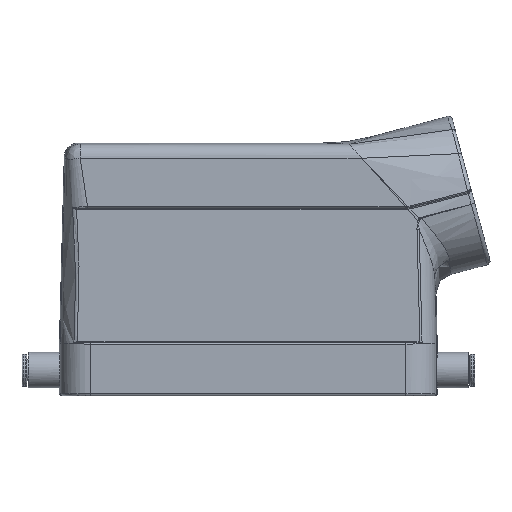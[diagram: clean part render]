
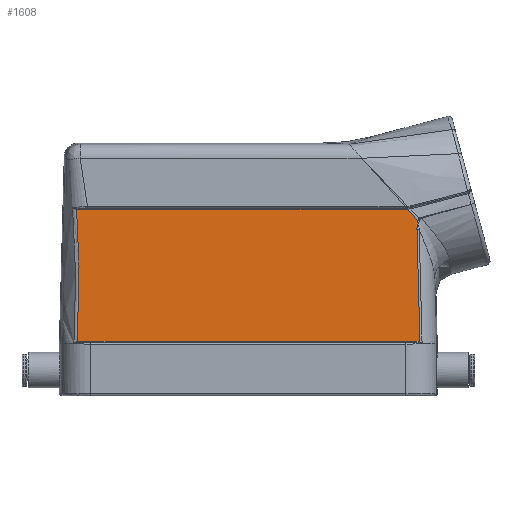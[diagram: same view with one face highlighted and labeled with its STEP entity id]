
A CAD part, front view. The second image highlights one B-rep face of the part: STEP entity #1608.
In plain terms, the highlighted planar face has unit normal (0, -1, 0.015).
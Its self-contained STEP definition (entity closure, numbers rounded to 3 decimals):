
#1226=FACE_OUTER_BOUND('',#2289,.T.);
#1608=ADVANCED_FACE('',(#1226),#2028,.T.);
#2028=PLANE('',#10567);
#2289=EDGE_LOOP('',(#3006,#3007,#3008,#3009,#3010,#3011,#3012,#3013,#3014,
#3015));
#3006=ORIENTED_EDGE('',*,*,#5500,.T.);
#3007=ORIENTED_EDGE('',*,*,#5501,.T.);
#3008=ORIENTED_EDGE('',*,*,#5502,.T.);
#3009=ORIENTED_EDGE('',*,*,#5503,.T.);
#3010=ORIENTED_EDGE('',*,*,#5504,.T.);
#3011=ORIENTED_EDGE('',*,*,#5505,.T.);
#3012=ORIENTED_EDGE('',*,*,#5506,.T.);
#3013=ORIENTED_EDGE('',*,*,#5507,.T.);
#3014=ORIENTED_EDGE('',*,*,#5508,.T.);
#3015=ORIENTED_EDGE('',*,*,#5509,.T.);
#4908=VERTEX_POINT('',#14967);
#4909=VERTEX_POINT('',#14968);
#4910=VERTEX_POINT('',#14973);
#4911=VERTEX_POINT('',#14975);
#4912=VERTEX_POINT('',#14983);
#4913=VERTEX_POINT('',#14985);
#4914=VERTEX_POINT('',#14990);
#4915=VERTEX_POINT('',#15004);
#4916=VERTEX_POINT('',#15009);
#4917=VERTEX_POINT('',#15011);
#5500=EDGE_CURVE('',#4908,#4909,#6679,.T.);
#5501=EDGE_CURVE('',#4909,#4910,#6680,.T.);
#5502=EDGE_CURVE('',#4910,#4911,#8408,.T.);
#5503=EDGE_CURVE('',#4911,#4912,#6681,.T.);
#5504=EDGE_CURVE('',#4912,#4913,#8409,.T.);
#5505=EDGE_CURVE('',#4913,#4914,#6682,.T.);
#5506=EDGE_CURVE('',#4914,#4915,#6683,.T.);
#5507=EDGE_CURVE('',#4915,#4916,#6684,.T.);
#5508=EDGE_CURVE('',#4916,#4917,#8410,.T.);
#5509=EDGE_CURVE('',#4917,#4908,#6685,.T.);
#6679=B_SPLINE_CURVE_WITH_KNOTS('',3,(#14959,#14960,#14961,#14962,#14963,
#14964,#14965,#14966),.UNSPECIFIED.,.F.,.F.,(4,2,2,4),(0.,0.5,0.75,1.),
 .UNSPECIFIED.);
#6680=B_SPLINE_CURVE_WITH_KNOTS('',3,(#14969,#14970,#14971,#14972),
 .UNSPECIFIED.,.F.,.F.,(4,4),(0.,1.),.UNSPECIFIED.);
#6681=B_SPLINE_CURVE_WITH_KNOTS('',3,(#14976,#14977,#14978,#14979,#14980,
#14981,#14982),.UNSPECIFIED.,.F.,.F.,(4,3,4),(0.,0.371,1.),
 .UNSPECIFIED.);
#6682=B_SPLINE_CURVE_WITH_KNOTS('',3,(#14986,#14987,#14988,#14989),
 .UNSPECIFIED.,.F.,.F.,(4,4),(0.,1.),.UNSPECIFIED.);
#6683=B_SPLINE_CURVE_WITH_KNOTS('',3,(#14991,#14992,#14993,#14994,#14995,
#14996,#14997,#14998,#14999,#15000,#15001,#15002,#15003),.UNSPECIFIED.,
 .F.,.F.,(4,3,3,3,4),(0.,0.254,0.555,0.996,
1.),.UNSPECIFIED.);
#6684=B_SPLINE_CURVE_WITH_KNOTS('',3,(#15005,#15006,#15007,#15008),
 .UNSPECIFIED.,.F.,.F.,(4,4),(0.,1.),.UNSPECIFIED.);
#6685=B_SPLINE_CURVE_WITH_KNOTS('',3,(#15012,#15013,#15014,#15015),
 .UNSPECIFIED.,.F.,.F.,(4,4),(0.,1.),.UNSPECIFIED.);
#8408=LINE('',#14974,#8996);
#8409=LINE('',#14984,#8997);
#8410=LINE('',#15010,#8998);
#8996=VECTOR('',#11469,1.);
#8997=VECTOR('',#11470,1.);
#8998=VECTOR('',#11471,1.);
#10567=AXIS2_PLACEMENT_3D('',#15016,#11472,#11473);
#11469=DIRECTION('',(1.,0.,0.));
#11470=DIRECTION('',(-0.026,0.015,1.));
#11471=DIRECTION('',(-1.,0.,0.));
#11472=DIRECTION('',(0.,-1.,0.015));
#11473=DIRECTION('',(0.,-0.015,-1.));
#14959=CARTESIAN_POINT('',(-42.492,-20.001,37.105));
#14960=CARTESIAN_POINT('',(-42.113,-20.084,31.656));
#14961=CARTESIAN_POINT('',(-41.84,-20.166,26.196));
#14962=CARTESIAN_POINT('',(-41.929,-20.29,18.006));
#14963=CARTESIAN_POINT('',(-42.026,-20.332,15.275));
#14964=CARTESIAN_POINT('',(-42.167,-20.415,9.815));
#14965=CARTESIAN_POINT('',(-42.238,-20.456,7.085));
#14966=CARTESIAN_POINT('',(-42.309,-20.497,4.354));
#14967=CARTESIAN_POINT('',(-42.492,-20.001,37.105));
#14968=CARTESIAN_POINT('',(-42.309,-20.497,4.354));
#14969=CARTESIAN_POINT('',(-42.309,-20.497,4.354));
#14970=CARTESIAN_POINT('',(-42.099,-20.496,4.409));
#14971=CARTESIAN_POINT('',(-41.878,-20.496,4.424));
#14972=CARTESIAN_POINT('',(-41.661,-20.496,4.424));
#14973=CARTESIAN_POINT('',(-41.661,-20.496,4.424));
#14974=CARTESIAN_POINT('',(42.208,-20.496,4.424));
#14975=CARTESIAN_POINT('',(41.661,-20.496,4.424));
#14976=CARTESIAN_POINT('',(41.661,-20.496,4.424));
#14977=CARTESIAN_POINT('',(41.761,-20.496,4.424));
#14978=CARTESIAN_POINT('',(41.862,-20.496,4.421));
#14979=CARTESIAN_POINT('',(41.962,-20.496,4.412));
#14980=CARTESIAN_POINT('',(42.13,-20.497,4.397));
#14981=CARTESIAN_POINT('',(42.3,-20.497,4.368));
#14982=CARTESIAN_POINT('',(42.457,-20.498,4.307));
#14983=CARTESIAN_POINT('',(42.457,-20.498,4.307));
#14984=CARTESIAN_POINT('',(42.466,-20.503,3.981));
#14985=CARTESIAN_POINT('',(41.738,-20.077,32.074));
#14986=CARTESIAN_POINT('',(41.738,-20.077,32.074));
#14987=CARTESIAN_POINT('',(41.718,-20.066,32.818));
#14988=CARTESIAN_POINT('',(41.745,-20.055,33.557));
#14989=CARTESIAN_POINT('',(41.919,-20.044,34.285));
#14990=CARTESIAN_POINT('',(41.919,-20.044,34.285));
#14991=CARTESIAN_POINT('',(41.919,-20.044,34.285));
#14992=CARTESIAN_POINT('',(41.713,-20.04,34.527));
#14993=CARTESIAN_POINT('',(41.507,-20.036,34.768));
#14994=CARTESIAN_POINT('',(41.299,-20.033,35.008));
#14995=CARTESIAN_POINT('',(41.053,-20.029,35.293));
#14996=CARTESIAN_POINT('',(40.806,-20.024,35.576));
#14997=CARTESIAN_POINT('',(40.558,-20.02,35.858));
#14998=CARTESIAN_POINT('',(40.193,-20.014,36.271));
#14999=CARTESIAN_POINT('',(39.826,-20.007,36.682));
#15000=CARTESIAN_POINT('',(39.457,-20.001,37.091));
#15001=CARTESIAN_POINT('',(39.453,-20.001,37.095));
#15002=CARTESIAN_POINT('',(39.45,-20.001,37.099));
#15003=CARTESIAN_POINT('',(39.446,-20.001,37.103));
#15004=CARTESIAN_POINT('',(39.446,-20.001,37.103));
#15005=CARTESIAN_POINT('',(39.446,-20.001,37.103));
#15006=CARTESIAN_POINT('',(39.248,-20.001,37.08));
#15007=CARTESIAN_POINT('',(39.047,-20.002,37.069));
#15008=CARTESIAN_POINT('',(38.848,-20.002,37.069));
#15009=CARTESIAN_POINT('',(38.848,-20.002,37.069));
#15010=CARTESIAN_POINT('',(-42.508,-20.002,37.069));
#15011=CARTESIAN_POINT('',(-42.053,-20.002,37.069));
#15012=CARTESIAN_POINT('',(-42.053,-20.002,37.069));
#15013=CARTESIAN_POINT('',(-42.2,-20.002,37.069));
#15014=CARTESIAN_POINT('',(-42.348,-20.001,37.078));
#15015=CARTESIAN_POINT('',(-42.492,-20.001,37.105));
#15016=CARTESIAN_POINT('',(50.,-20.5,4.176));
